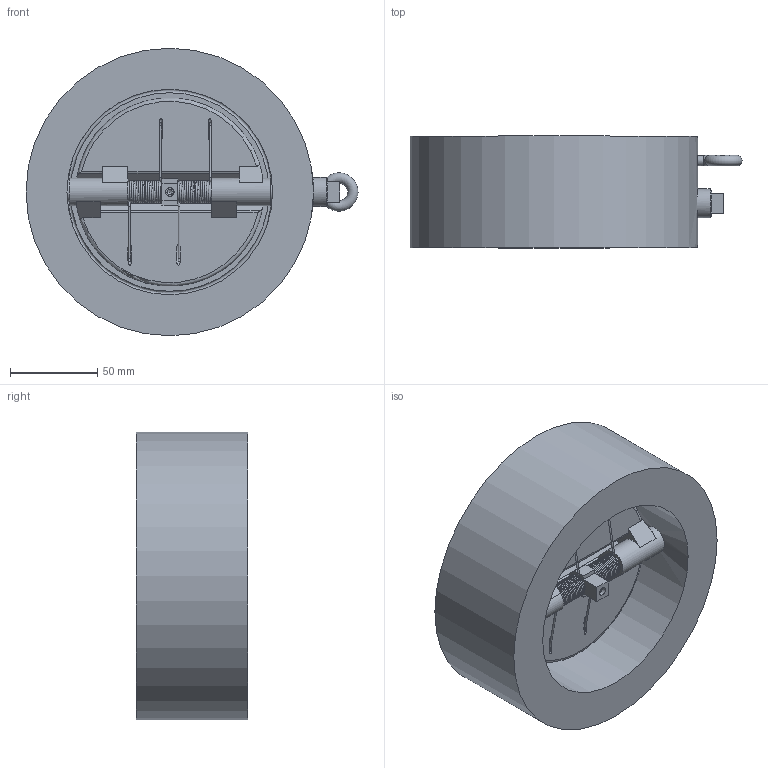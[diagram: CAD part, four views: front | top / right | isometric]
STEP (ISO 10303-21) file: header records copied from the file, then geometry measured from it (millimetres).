
FILE_DESCRIPTION((''),'2;1');
FILE_NAME('98100224.stp','2008-10-13T14:53:20',('hecker'),(''),'Autodesk Inventor 2008','Autodesk Inventor 2008','');
FILE_SCHEMA(('AUTOMOTIVE_DESIGN { 1 0 10303 214 1 1 1 1 }'));
Length unit declared in the file: millimetre
Products named in the file (1): 98100224
Bounding box: 190.5 x 64 x 165 mm (x, y, z)
Volume: 941510.7 mm3; surface area: 116301.5 mm2
Topology: 1 solids, 1 shells, 212 faces, 574 edges, 368 vertices
Faces by surface type: plane 93, cylinder 72, torus 24, bspline 19, cone 3, sphere 1
Full cylindrical faces by diameter (mm): 1 x4, 6 x1, 11.157 x38, 16 x2, 16.66 x1, 118 x1, 165 x1
Entity records: 23442 total; most frequent: CARTESIAN_POINT 19138, DIRECTION 834, ORIENTED_EDGE 834, EDGE_CURVE 417, AXIS2_PLACEMENT_3D 334, VERTEX_POINT 281, EDGE_LOOP 232, FACE_OUTER_BOUND 178
